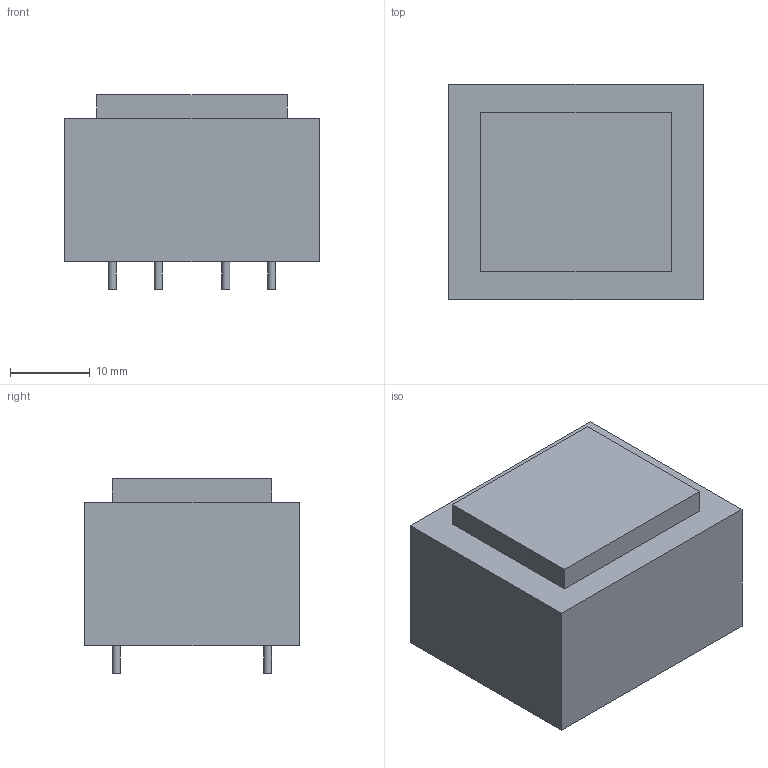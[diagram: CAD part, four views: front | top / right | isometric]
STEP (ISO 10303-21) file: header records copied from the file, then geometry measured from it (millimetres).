
FILE_DESCRIPTION(('STEP AP203'), '1');
FILE_NAME('COMELIT 230', '2024-12-05T07:02:01', ('ava'), (''), 'ASCON STEP Converter 1.3', 'ASCON Math Kernel', '');
FILE_SCHEMA(('CONFIG_CONTROL_DESIGN'));
Length unit declared in the file: millimetre
Products named in the file (1): 6
Bounding box: 32 x 27 x 24.5 mm (x, y, z)
Volume: 17003 mm3; surface area: 4160 mm2
Topology: 1 solids, 1 shells, 19 faces, 36 edges, 24 vertices
Faces by surface type: plane 15, cylinder 4
Full cylindrical faces by diameter (mm): 1 x4
Entity records: 586 total; most frequent: DIRECTION 80, CARTESIAN_POINT 76, ORIENTED_EDGE 64, EDGE_CURVE 32, AXIS2_PLACEMENT_3D 28, EDGE_LOOP 28, VERTEX_POINT 24, LINE 24
